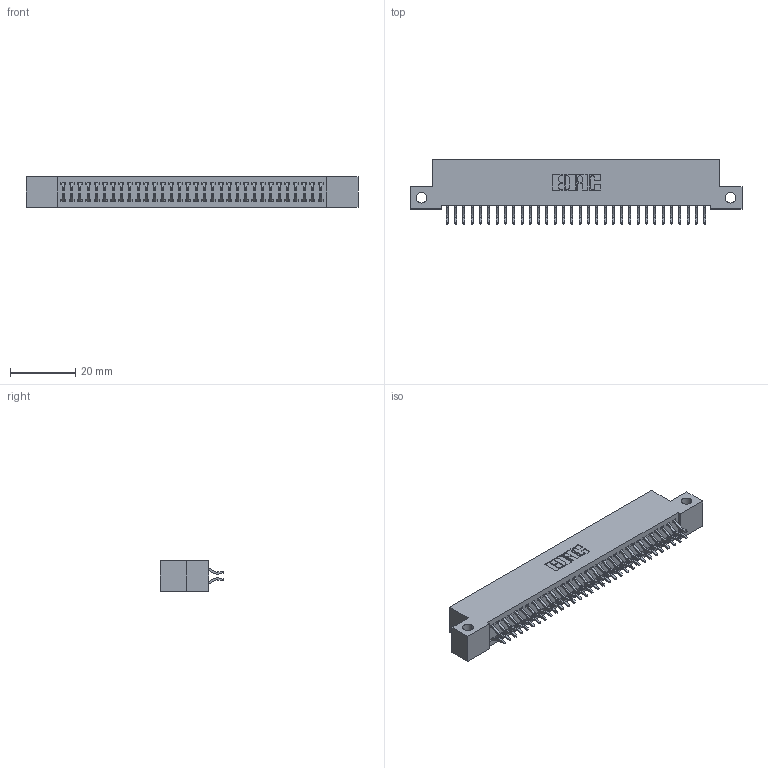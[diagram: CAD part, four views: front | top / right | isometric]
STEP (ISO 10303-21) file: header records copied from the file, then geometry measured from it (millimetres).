
FILE_DESCRIPTION (( 'STEP AP203' ), '1' );
FILE_NAME ('392-064-556-212.STEP', '2018-08-17T21:52:31', ( '' ), ( '' ), 'SwSTEP 2.0', 'SolidWorks 2016', '' );
FILE_SCHEMA (( 'CONFIG_CONTROL_DESIGN' ));
Length unit declared in the file: inch
Products named in the file (3): 342 Part_Side Mount; 345-292-001_556 Tail; 392-064-556-212
Assembly tree (65 placements, depth 2):
  392-064-556-212
    342 Part_Side Mount
    345-292-001_556 Tail  x64
Bounding box: 101.6 x 19.58 x 9.4 mm (x, y, z)
Volume: 9005.9 mm3; surface area: 14191 mm2
Topology: 65 solids, 65 shells, 3822 faces, 11371 edges, 7494 vertices
Faces by surface type: plane 2626, cylinder 1196
Entity records: 21971 total; most frequent: CARTESIAN_POINT 3666, ORIENTED_EDGE 3590, DIRECTION 3139, EDGE_CURVE 1795, LINE 1659, VECTOR 1659, VERTEX_POINT 1194, AXIS2_PLACEMENT_3D 740
